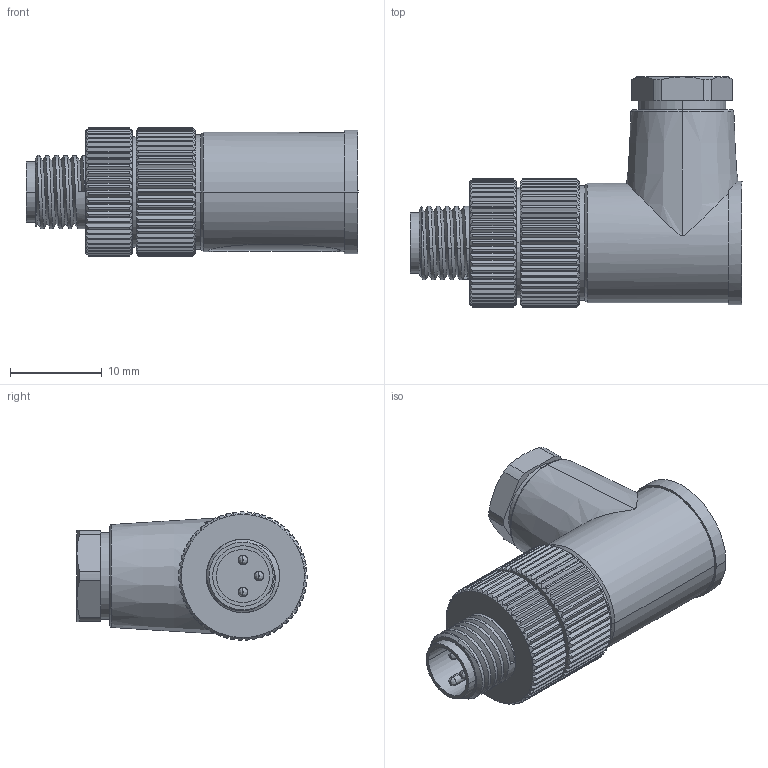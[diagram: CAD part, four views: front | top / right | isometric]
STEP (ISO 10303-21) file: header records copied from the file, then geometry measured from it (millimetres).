
FILE_DESCRIPTION((''),'2;1');
FILE_NAME('234955_ASM','2023-06-02T12:37:10',('banengservice'),('BANNER ENGINEERING'),'CREO PARAMETRIC BY PTC INC, 2022414','CREO PARAMETRIC BY PTC INC, 2022414','');
FILE_SCHEMA(('CONFIG_CONTROL_DESIGN'));
Length unit declared in the file: millimetre
Products named in the file (2): 234955_EP01; 234955_ASM
Assembly tree (1 placements, depth 2):
  234955_ASM
    234955_EP01
Bounding box: 36.2 x 25.1 x 14 mm (x, y, z)
Volume: 5501.9 mm3; surface area: 3027.5 mm2
Topology: 1 solids, 2 shells, 690 faces, 1769 edges, 1101 vertices
Faces by surface type: plane 251, cone 239, cylinder 167, bspline 29, torus 4
Entity records: 25516 total; most frequent: CARTESIAN_POINT 9407, ORIENTED_EDGE 3538, DIRECTION 3161, EDGE_CURVE 1769, AXIS2_PLACEMENT_3D 1249, VERTEX_POINT 1101, EDGE_LOOP 710, FACE_OUTER_BOUND 690
